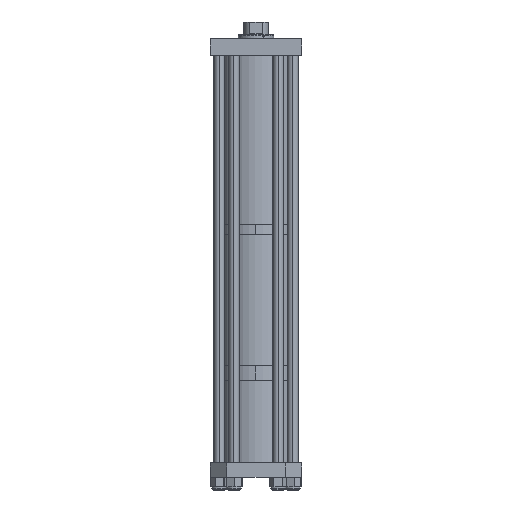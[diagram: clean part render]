
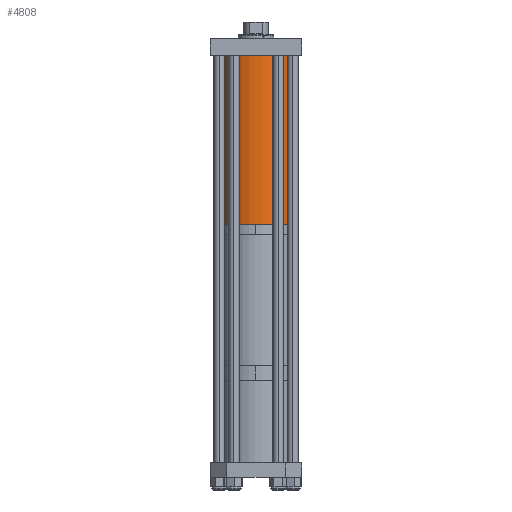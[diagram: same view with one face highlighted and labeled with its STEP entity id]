
A CAD part, left-side view. The second image highlights one B-rep face of the part: STEP entity #4808.
In plain terms, the highlighted cylindrical face has radius 114.3 mm (diameter 228.6 mm), a partial arc.
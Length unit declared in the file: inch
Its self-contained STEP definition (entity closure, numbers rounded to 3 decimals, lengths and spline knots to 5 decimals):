
#75 = CARTESIAN_POINT ( 'NONE',  ( 0., 0., 0. ) ) ;
#281 = DIRECTION ( 'NONE',  ( 0., 0., -1. ) ) ;
#629 = DIRECTION ( 'NONE',  ( 1., 0., 0. ) ) ;
#728 = ORIENTED_EDGE ( 'NONE', *, *, #4261, .F. ) ;
#1171 = CARTESIAN_POINT ( 'NONE',  ( -4.5, 0., 20.19 ) ) ;
#1319 = CARTESIAN_POINT ( 'NONE',  ( 4.5, 0., 20.19 ) ) ;
#1391 = EDGE_CURVE ( 'NONE', #2803, #4914, #11022, .T. ) ;
#1437 = LINE ( 'NONE', #2872, #4153 ) ;
#1710 = ORIENTED_EDGE ( 'NONE', *, *, #4837, .F. ) ;
#2043 = CARTESIAN_POINT ( 'NONE',  ( 0., 0., 20.19 ) ) ;
#2122 = EDGE_LOOP ( 'NONE', ( #1710, #728, #4978, #7679 ) ) ;
#2574 = FACE_OUTER_BOUND ( 'NONE', #2122, .T. ) ;
#2803 = VERTEX_POINT ( 'NONE', #9752 ) ;
#2872 = CARTESIAN_POINT ( 'NONE',  ( -4.5, 0., 20.19 ) ) ;
#3128 = CARTESIAN_POINT ( 'NONE',  ( 4.5, 0., 0. ) ) ;
#3456 = DIRECTION ( 'NONE',  ( 1., 0., 0. ) ) ;
#4153 = VECTOR ( 'NONE', #281, 39.37008 ) ;
#4261 = EDGE_CURVE ( 'NONE', #8910, #9044, #11274, .T. ) ;
#4650 = DIRECTION ( 'NONE',  ( -1., 0., 0. ) ) ;
#4808 = ADVANCED_FACE ( 'NONE', ( #2574 ), #8113, .T. ) ;
#4837 = EDGE_CURVE ( 'NONE', #9044, #4914, #7198, .T. ) ;
#4914 = VERTEX_POINT ( 'NONE', #3128 ) ;
#4978 = ORIENTED_EDGE ( 'NONE', *, *, #8334, .T. ) ;
#6467 = DIRECTION ( 'NONE',  ( 0., 0., -1. ) ) ;
#6670 = DIRECTION ( 'NONE',  ( 0., 0., 1. ) ) ;
#6977 = AXIS2_PLACEMENT_3D ( 'NONE', #75, #10462, #3456 ) ;
#7198 = LINE ( 'NONE', #1319, #10050 ) ;
#7679 = ORIENTED_EDGE ( 'NONE', *, *, #1391, .T. ) ;
#8113 = CYLINDRICAL_SURFACE ( 'NONE', #8304, 4.5 ) ;
#8304 = AXIS2_PLACEMENT_3D ( 'NONE', #10736, #6467, #4650 ) ;
#8334 = EDGE_CURVE ( 'NONE', #8910, #2803, #1437, .T. ) ;
#8364 = AXIS2_PLACEMENT_3D ( 'NONE', #2043, #6670, #629 ) ;
#8910 = VERTEX_POINT ( 'NONE', #1171 ) ;
#9044 = VERTEX_POINT ( 'NONE', #10100 ) ;
#9130 = DIRECTION ( 'NONE',  ( 0., 0., -1. ) ) ;
#9752 = CARTESIAN_POINT ( 'NONE',  ( -4.5, 0., 0. ) ) ;
#10050 = VECTOR ( 'NONE', #9130, 39.37008 ) ;
#10100 = CARTESIAN_POINT ( 'NONE',  ( 4.5, 0., 20.19 ) ) ;
#10462 = DIRECTION ( 'NONE',  ( 0., 0., 1. ) ) ;
#10736 = CARTESIAN_POINT ( 'NONE',  ( 0., 0., 20.19 ) ) ;
#11022 = CIRCLE ( 'NONE', #6977, 4.5 ) ;
#11274 = CIRCLE ( 'NONE', #8364, 4.5 ) ;
